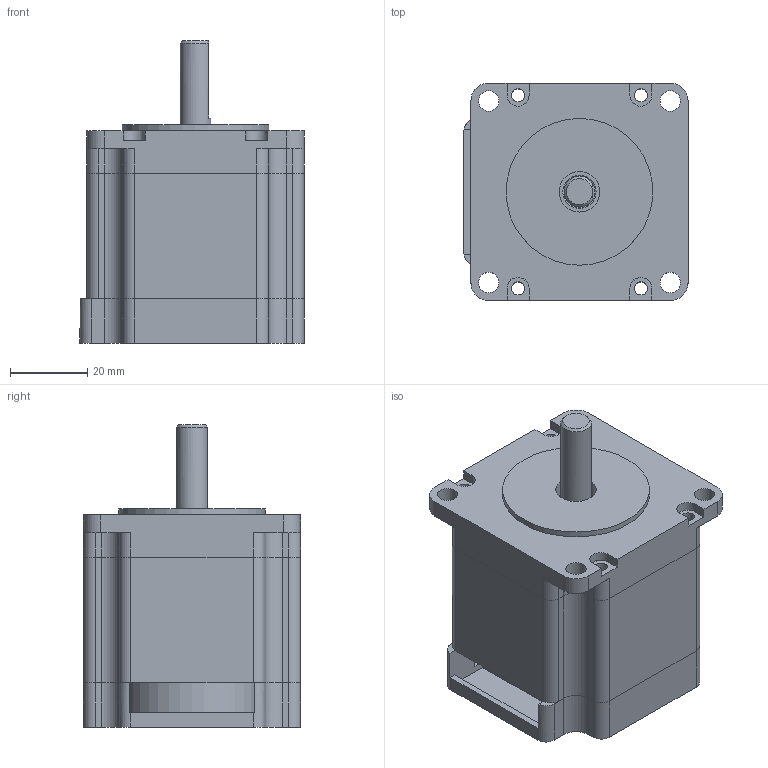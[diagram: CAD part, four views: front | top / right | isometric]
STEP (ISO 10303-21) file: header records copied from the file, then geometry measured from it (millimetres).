
FILE_DESCRIPTION(/* description */ ('','CAx-IF Rec.Pracs.---Representation and Presentation of Product Manufacturing Information (PMI)---4.0---2014-10-13'),/* implementation_level */ '2;1');
FILE_NAME(/* name */ 'stepper motor v1.step',/* time_stamp */ '2025-03-13T00:42:10-04:00',/* author */ (''),/* organization */ (''),/* preprocessor_version */ 'ST-DEVELOPER v20',/* originating_system */ 'Autodesk Translation Framework v13.20.0.188',/* authorisation */ '');
FILE_SCHEMA (('AP242_MANAGED_MODEL_BASED_3D_ENGINEERING_MIM_LF { 1 0 10303 442 1 1 4 }'));
Length unit declared in the file: millimetre
Products named in the file (2): Nema 23; _608 SKF.ec07e7da-dc55-48a9-b102-c7b9b8a0e55b
Assembly tree (2 placements, depth 2):
  Nema 23
    _608 SKF.ec07e7da-dc55-48a9-b102-c7b9b8a0e55b  x2
Bounding box: 58 x 56.2 x 78.3 mm (x, y, z)
Volume: 60048 mm3; surface area: 45040.7 mm2
Topology: 22 solids, 22 shells, 989 faces, 2661 edges, 1766 vertices
Faces by surface type: plane 466, bspline 396, cylinder 88, torus 20, sphere 14, cone 5
Full cylindrical faces by diameter (mm): 3.4 x12, 5.3 x4, 8 x3, 10.5 x2, 10.554 x4, 12.054 x4, 17.61 x4, 19.2 x4, 22 x4, 35 x2, 38 x1
Entity records: 28786 total; most frequent: CARTESIAN_POINT 15242, ORIENTED_EDGE 3116, DIRECTION 2126, EDGE_CURVE 1558, VERTEX_POINT 1044, LINE 962, VECTOR 962, EDGE_LOOP 666
